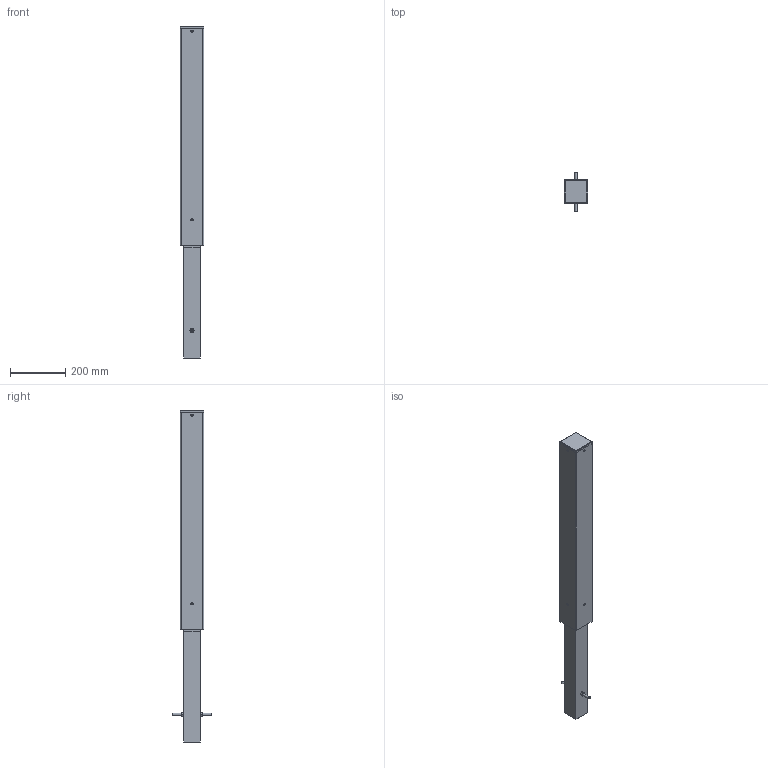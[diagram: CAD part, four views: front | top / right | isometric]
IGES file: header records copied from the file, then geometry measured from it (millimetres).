
Global section: file name: 05スクエアボラードSB11,35HAutoCAD 2025; native system: - 日本語 (Japanese); preprocessor: Autodesk Translation Framework DWG producer (atf_dwg_producer); organization: unknown; date: 20250115.143854; units: millimetre
Bounding box: 85 x 140 x 1200 mm (x, y, z)
Volume: 2845313 mm3; surface area: 1055736.7 mm2
Topology: 14 solids, 14 shells, 377 faces, 1001 edges, 669 vertices
Faces by surface type: bspline 377
